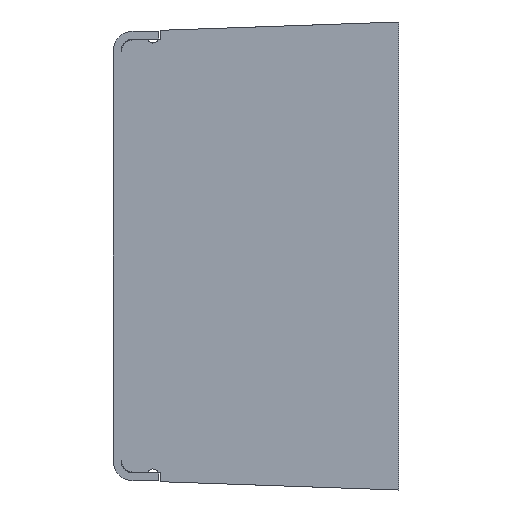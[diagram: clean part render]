
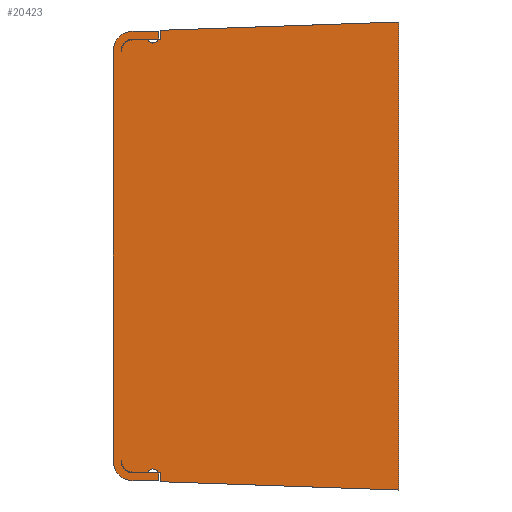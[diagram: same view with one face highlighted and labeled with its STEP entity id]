
A CAD part, left-side view. The second image highlights one B-rep face of the part: STEP entity #20423.
In plain terms, the highlighted planar face has unit normal (-1, 0, 0).
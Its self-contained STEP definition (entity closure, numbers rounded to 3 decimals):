
#1333=DIRECTION('',(0.,0.,1.));
#1334=VECTOR('',#1333,118.);
#1335=CARTESIAN_POINT('',(-30.,0.,-59.));
#1336=LINE('',#1335,#1334);
#1633=CARTESIAN_POINT('',(-30.,67.,-51.7));
#1634=DIRECTION('',(-1.,0.,0.));
#1635=DIRECTION('',(0.,1.,0.));
#1636=AXIS2_PLACEMENT_3D('',#1633,#1634,#1635);
#1638=DIRECTION('',(0.,-1.,0.));
#1639=VECTOR('',#1638,6.5);
#1640=CARTESIAN_POINT('',(-30.,67.,-54.7));
#1641=LINE('',#1640,#1639);
#1642=DIRECTION('',(0.,0.,-1.));
#1643=VECTOR('',#1642,2.);
#1644=CARTESIAN_POINT('',(-30.,60.5,-54.7));
#1645=LINE('',#1644,#1643);
#1646=DIRECTION('',(0.,1.,0.));
#1647=VECTOR('',#1646,6.5);
#1648=CARTESIAN_POINT('',(-30.,60.5,-56.7));
#1649=LINE('',#1648,#1647);
#1650=CARTESIAN_POINT('',(-30.,67.,-51.7));
#1651=DIRECTION('',(1.,0.,0.));
#1652=DIRECTION('',(0.,0.,-1.));
#1653=AXIS2_PLACEMENT_3D('',#1650,#1651,#1652);
#1655=DIRECTION('',(0.,0.,1.));
#1656=VECTOR('',#1655,103.4);
#1657=CARTESIAN_POINT('',(-30.,72.,-51.7));
#1658=LINE('',#1657,#1656);
#1659=CARTESIAN_POINT('',(-30.,67.,51.7));
#1660=DIRECTION('',(1.,0.,0.));
#1661=DIRECTION('',(0.,1.,0.));
#1662=AXIS2_PLACEMENT_3D('',#1659,#1660,#1661);
#1664=DIRECTION('',(0.,-1.,0.));
#1665=VECTOR('',#1664,6.5);
#1666=CARTESIAN_POINT('',(-30.,67.,56.7));
#1667=LINE('',#1666,#1665);
#1668=DIRECTION('',(0.,0.,-1.));
#1669=VECTOR('',#1668,2.);
#1670=CARTESIAN_POINT('',(-30.,60.5,56.7));
#1671=LINE('',#1670,#1669);
#1672=DIRECTION('',(0.,1.,0.));
#1673=VECTOR('',#1672,6.5);
#1674=CARTESIAN_POINT('',(-30.,60.5,54.7));
#1675=LINE('',#1674,#1673);
#1676=CARTESIAN_POINT('',(-30.,67.,51.7));
#1677=DIRECTION('',(-1.,0.,0.));
#1678=DIRECTION('',(0.,0.,1.));
#1679=AXIS2_PLACEMENT_3D('',#1676,#1677,#1678);
#1681=CARTESIAN_POINT('',(-30.,67.,51.5));
#1682=DIRECTION('',(1.,0.,0.));
#1683=DIRECTION('',(0.,0.998,0.067));
#1684=AXIS2_PLACEMENT_3D('',#1681,#1682,#1683);
#1686=CARTESIAN_POINT('',(-30.,62.,55.2));
#1687=DIRECTION('',(-1.,0.,0.));
#1688=DIRECTION('',(0.,0.884,-0.467));
#1689=AXIS2_PLACEMENT_3D('',#1686,#1687,#1688);
#1691=CARTESIAN_POINT('',(-30.,62.,55.2));
#1692=DIRECTION('',(-1.,0.,0.));
#1693=DIRECTION('',(0.,0.,-1.));
#1694=AXIS2_PLACEMENT_3D('',#1691,#1692,#1693);
#1696=DIRECTION('',(0.,-0.999,0.035));
#1697=VECTOR('',#1696,60.037);
#1698=CARTESIAN_POINT('',(-30.,60.,56.905));
#1699=LINE('',#1698,#1697);
#1700=DIRECTION('',(0.,0.999,0.035));
#1701=VECTOR('',#1700,60.037);
#1702=CARTESIAN_POINT('',(-30.,0.,-59.));
#1703=LINE('',#1702,#1701);
#1704=CARTESIAN_POINT('',(-30.,62.,-55.2));
#1705=DIRECTION('',(-1.,0.,0.));
#1706=DIRECTION('',(0.,-0.884,0.467));
#1707=AXIS2_PLACEMENT_3D('',#1704,#1705,#1706);
#1709=CARTESIAN_POINT('',(-30.,62.,-55.2));
#1710=DIRECTION('',(-1.,0.,0.));
#1711=DIRECTION('',(0.,0.,1.));
#1712=AXIS2_PLACEMENT_3D('',#1709,#1710,#1711);
#1714=CARTESIAN_POINT('',(-30.,67.,-51.5));
#1715=DIRECTION('',(1.,0.,0.));
#1716=DIRECTION('',(0.,0.,-1.));
#1717=AXIS2_PLACEMENT_3D('',#1714,#1715,#1716);
#2011=DIRECTION('',(0.,-1.,0.));
#2012=VECTOR('',#2011,3.673);
#2013=CARTESIAN_POINT('',(-30.,67.,-54.5));
#2014=LINE('',#2013,#2012);
#2035=DIRECTION('',(0.,-1.,0.));
#2036=VECTOR('',#2035,0.673);
#2037=CARTESIAN_POINT('',(-30.,60.673,-54.5));
#2038=LINE('',#2037,#2036);
#2043=DIRECTION('',(0.,0.,-1.));
#2044=VECTOR('',#2043,2.405);
#2045=CARTESIAN_POINT('',(-30.,60.,-54.5));
#2046=LINE('',#2045,#2044);
#9592=DIRECTION('',(0.,0.,-1.));
#9593=VECTOR('',#9592,2.405);
#9594=CARTESIAN_POINT('',(-30.,60.,56.905));
#9595=LINE('',#9594,#9593);
#9596=DIRECTION('',(0.,1.,0.));
#9597=VECTOR('',#9596,0.673);
#9598=CARTESIAN_POINT('',(-30.,60.,54.5));
#9599=LINE('',#9598,#9597);
#9624=DIRECTION('',(0.,1.,0.));
#9625=VECTOR('',#9624,3.673);
#9626=CARTESIAN_POINT('',(-30.,63.327,54.5));
#9627=LINE('',#9626,#9625);
#16368=CARTESIAN_POINT('',(-30.,0.,-59.));
#16369=CARTESIAN_POINT('',(-30.,0.,59.));
#16370=VERTEX_POINT('',#16368);
#16371=VERTEX_POINT('',#16369);
#16536=CARTESIAN_POINT('',(-30.,70.,-51.699));
#16537=CARTESIAN_POINT('',(-30.,67.,-54.7));
#16538=VERTEX_POINT('',#16536);
#16539=VERTEX_POINT('',#16537);
#16540=CARTESIAN_POINT('',(-30.,60.5,-54.7));
#16541=VERTEX_POINT('',#16540);
#16542=CARTESIAN_POINT('',(-30.,60.5,-56.7));
#16543=VERTEX_POINT('',#16542);
#16544=CARTESIAN_POINT('',(-30.,67.,-56.7));
#16545=VERTEX_POINT('',#16544);
#16546=CARTESIAN_POINT('',(-30.,72.,-51.7));
#16547=VERTEX_POINT('',#16546);
#16548=CARTESIAN_POINT('',(-30.,72.,51.7));
#16549=VERTEX_POINT('',#16548);
#16550=CARTESIAN_POINT('',(-30.,67.,56.7));
#16551=VERTEX_POINT('',#16550);
#16552=CARTESIAN_POINT('',(-30.,60.5,56.7));
#16553=VERTEX_POINT('',#16552);
#16554=CARTESIAN_POINT('',(-30.,60.5,54.7));
#16555=VERTEX_POINT('',#16554);
#16556=CARTESIAN_POINT('',(-30.,67.,54.7));
#16557=VERTEX_POINT('',#16556);
#16558=CARTESIAN_POINT('',(-30.,70.,51.7));
#16559=VERTEX_POINT('',#16558);
#16560=CARTESIAN_POINT('',(-30.,67.,54.5));
#16561=VERTEX_POINT('',#16560);
#16562=CARTESIAN_POINT('',(-30.,63.327,54.5));
#16563=VERTEX_POINT('',#16562);
#16564=CARTESIAN_POINT('',(-30.,62.,53.7));
#16565=VERTEX_POINT('',#16564);
#16566=CARTESIAN_POINT('',(-30.,60.673,54.5));
#16567=VERTEX_POINT('',#16566);
#16568=CARTESIAN_POINT('',(-30.,60.,54.5));
#16569=VERTEX_POINT('',#16568);
#16570=CARTESIAN_POINT('',(-30.,60.,56.905));
#16571=VERTEX_POINT('',#16570);
#16572=CARTESIAN_POINT('',(-30.,60.,-56.905));
#16573=VERTEX_POINT('',#16572);
#16574=CARTESIAN_POINT('',(-30.,60.,-54.5));
#16575=VERTEX_POINT('',#16574);
#16576=CARTESIAN_POINT('',(-30.,60.673,-54.5));
#16577=VERTEX_POINT('',#16576);
#16578=CARTESIAN_POINT('',(-30.,62.,-53.7));
#16579=VERTEX_POINT('',#16578);
#16580=CARTESIAN_POINT('',(-30.,63.327,-54.5));
#16581=VERTEX_POINT('',#16580);
#16582=CARTESIAN_POINT('',(-30.,67.,-54.5));
#16583=VERTEX_POINT('',#16582);
#20365=CARTESIAN_POINT('',(-30.,0.,0.));
#20366=DIRECTION('',(1.,0.,0.));
#20367=DIRECTION('',(0.,0.,-1.));
#20368=AXIS2_PLACEMENT_3D('',#20365,#20366,#20367);
#20369=PLANE('',#20368);
#20371=ORIENTED_EDGE('',*,*,#20370,.T.);
#20373=ORIENTED_EDGE('',*,*,#20372,.T.);
#20375=ORIENTED_EDGE('',*,*,#20374,.T.);
#20377=ORIENTED_EDGE('',*,*,#20376,.T.);
#20379=ORIENTED_EDGE('',*,*,#20378,.T.);
#20381=ORIENTED_EDGE('',*,*,#20380,.T.);
#20383=ORIENTED_EDGE('',*,*,#20382,.T.);
#20385=ORIENTED_EDGE('',*,*,#20384,.T.);
#20387=ORIENTED_EDGE('',*,*,#20386,.T.);
#20389=ORIENTED_EDGE('',*,*,#20388,.T.);
#20391=ORIENTED_EDGE('',*,*,#20390,.T.);
#20393=ORIENTED_EDGE('',*,*,#20392,.T.);
#20395=ORIENTED_EDGE('',*,*,#20394,.F.);
#20397=ORIENTED_EDGE('',*,*,#20396,.T.);
#20399=ORIENTED_EDGE('',*,*,#20398,.T.);
#20401=ORIENTED_EDGE('',*,*,#20400,.F.);
#20403=ORIENTED_EDGE('',*,*,#20402,.F.);
#20405=ORIENTED_EDGE('',*,*,#20404,.T.);
#20406=ORIENTED_EDGE('',*,*,#20164,.F.);
#20408=ORIENTED_EDGE('',*,*,#20407,.T.);
#20410=ORIENTED_EDGE('',*,*,#20409,.F.);
#20412=ORIENTED_EDGE('',*,*,#20411,.F.);
#20414=ORIENTED_EDGE('',*,*,#20413,.T.);
#20416=ORIENTED_EDGE('',*,*,#20415,.T.);
#20418=ORIENTED_EDGE('',*,*,#20417,.F.);
#20420=ORIENTED_EDGE('',*,*,#20419,.T.);
#20421=EDGE_LOOP('',(#20371,#20373,#20375,#20377,#20379,#20381,#20383,#20385,
#20387,#20389,#20391,#20393,#20395,#20397,#20399,#20401,#20403,#20405,#20406,
#20408,#20410,#20412,#20414,#20416,#20418,#20420));
#20422=FACE_OUTER_BOUND('',#20421,.F.);
#20423=ADVANCED_FACE('',(#20422),#20369,.F.);
#1637=CIRCLE('',#1636,3.);
#1654=CIRCLE('',#1653,5.);
#1663=CIRCLE('',#1662,5.);
#1680=CIRCLE('',#1679,3.);
#1685=CIRCLE('',#1684,3.);
#1690=CIRCLE('',#1689,1.5);
#1695=CIRCLE('',#1694,1.5);
#1708=CIRCLE('',#1707,1.5);
#1713=CIRCLE('',#1712,1.5);
#1718=CIRCLE('',#1717,3.);
#20164=EDGE_CURVE('',#16370,#16371,#1336,.T.);
#20370=EDGE_CURVE('',#16538,#16539,#1637,.T.);
#20372=EDGE_CURVE('',#16539,#16541,#1641,.T.);
#20374=EDGE_CURVE('',#16541,#16543,#1645,.T.);
#20376=EDGE_CURVE('',#16543,#16545,#1649,.T.);
#20378=EDGE_CURVE('',#16545,#16547,#1654,.T.);
#20380=EDGE_CURVE('',#16547,#16549,#1658,.T.);
#20382=EDGE_CURVE('',#16549,#16551,#1663,.T.);
#20384=EDGE_CURVE('',#16551,#16553,#1667,.T.);
#20386=EDGE_CURVE('',#16553,#16555,#1671,.T.);
#20388=EDGE_CURVE('',#16555,#16557,#1675,.T.);
#20390=EDGE_CURVE('',#16557,#16559,#1680,.T.);
#20392=EDGE_CURVE('',#16559,#16561,#1685,.T.);
#20394=EDGE_CURVE('',#16563,#16561,#9627,.T.);
#20396=EDGE_CURVE('',#16563,#16565,#1690,.T.);
#20398=EDGE_CURVE('',#16565,#16567,#1695,.T.);
#20400=EDGE_CURVE('',#16569,#16567,#9599,.T.);
#20402=EDGE_CURVE('',#16571,#16569,#9595,.T.);
#20404=EDGE_CURVE('',#16571,#16371,#1699,.T.);
#20407=EDGE_CURVE('',#16370,#16573,#1703,.T.);
#20409=EDGE_CURVE('',#16575,#16573,#2046,.T.);
#20411=EDGE_CURVE('',#16577,#16575,#2038,.T.);
#20413=EDGE_CURVE('',#16577,#16579,#1708,.T.);
#20415=EDGE_CURVE('',#16579,#16581,#1713,.T.);
#20417=EDGE_CURVE('',#16583,#16581,#2014,.T.);
#20419=EDGE_CURVE('',#16583,#16538,#1718,.T.);
